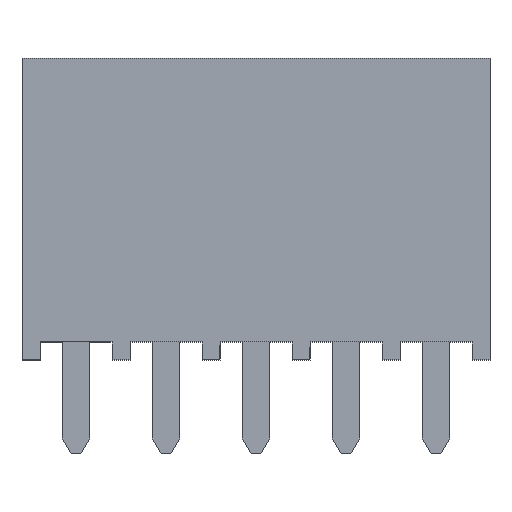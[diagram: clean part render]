
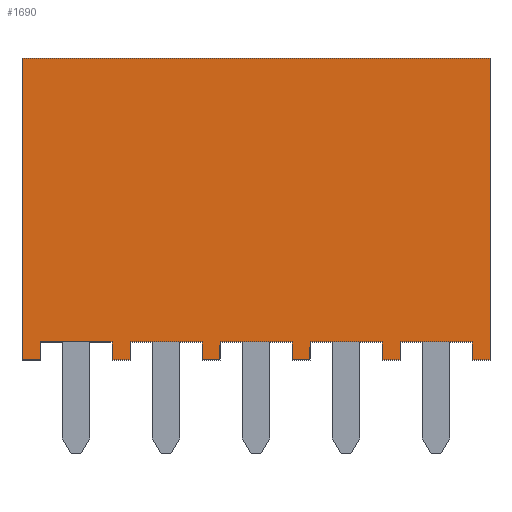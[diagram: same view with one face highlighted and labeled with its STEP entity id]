
A CAD part, top view. The second image highlights one B-rep face of the part: STEP entity #1690.
In plain terms, the highlighted planar face has unit normal (0, 0, 1).
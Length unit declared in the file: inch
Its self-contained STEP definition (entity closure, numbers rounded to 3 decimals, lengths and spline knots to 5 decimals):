
#259=ORIENTED_EDGE('',*,*,#625,.F.);
#260=ORIENTED_EDGE('',*,*,#626,.T.);
#261=ORIENTED_EDGE('',*,*,#627,.F.);
#262=ORIENTED_EDGE('',*,*,#628,.F.);
#263=ORIENTED_EDGE('',*,*,#629,.T.);
#264=ORIENTED_EDGE('',*,*,#630,.T.);
#265=ORIENTED_EDGE('',*,*,#631,.F.);
#266=ORIENTED_EDGE('',*,*,#632,.F.);
#267=ORIENTED_EDGE('',*,*,#633,.F.);
#268=ORIENTED_EDGE('',*,*,#634,.T.);
#269=ORIENTED_EDGE('',*,*,#635,.F.);
#270=ORIENTED_EDGE('',*,*,#636,.F.);
#271=ORIENTED_EDGE('',*,*,#637,.F.);
#272=ORIENTED_EDGE('',*,*,#638,.T.);
#273=ORIENTED_EDGE('',*,*,#639,.F.);
#274=ORIENTED_EDGE('',*,*,#640,.F.);
#275=ORIENTED_EDGE('',*,*,#641,.F.);
#276=ORIENTED_EDGE('',*,*,#642,.T.);
#277=ORIENTED_EDGE('',*,*,#643,.F.);
#278=ORIENTED_EDGE('',*,*,#644,.F.);
#279=ORIENTED_EDGE('',*,*,#645,.F.);
#280=ORIENTED_EDGE('',*,*,#646,.T.);
#281=ORIENTED_EDGE('',*,*,#647,.F.);
#282=ORIENTED_EDGE('',*,*,#648,.F.);
#625=EDGE_CURVE('',#825,#826,#1015,.T.);
#626=EDGE_CURVE('',#825,#827,#1016,.T.);
#627=EDGE_CURVE('',#828,#827,#1017,.T.);
#628=EDGE_CURVE('',#829,#828,#1018,.T.);
#629=EDGE_CURVE('',#829,#830,#1019,.T.);
#630=EDGE_CURVE('',#830,#831,#1020,.T.);
#631=EDGE_CURVE('',#832,#831,#1021,.T.);
#632=EDGE_CURVE('',#833,#832,#1022,.T.);
#633=EDGE_CURVE('',#834,#833,#1023,.T.);
#634=EDGE_CURVE('',#834,#835,#1024,.T.);
#635=EDGE_CURVE('',#836,#835,#1025,.T.);
#636=EDGE_CURVE('',#837,#836,#1026,.T.);
#637=EDGE_CURVE('',#838,#837,#1027,.T.);
#638=EDGE_CURVE('',#838,#839,#1028,.T.);
#639=EDGE_CURVE('',#840,#839,#1029,.T.);
#640=EDGE_CURVE('',#841,#840,#1030,.T.);
#641=EDGE_CURVE('',#842,#841,#1031,.T.);
#642=EDGE_CURVE('',#842,#843,#1032,.T.);
#643=EDGE_CURVE('',#844,#843,#1033,.T.);
#644=EDGE_CURVE('',#845,#844,#1034,.T.);
#645=EDGE_CURVE('',#846,#845,#1035,.T.);
#646=EDGE_CURVE('',#846,#847,#1036,.T.);
#647=EDGE_CURVE('',#848,#847,#1037,.T.);
#648=EDGE_CURVE('',#826,#848,#1038,.T.);
#825=VERTEX_POINT('',#2528);
#826=VERTEX_POINT('',#2529);
#827=VERTEX_POINT('',#2531);
#828=VERTEX_POINT('',#2533);
#829=VERTEX_POINT('',#2535);
#830=VERTEX_POINT('',#2537);
#831=VERTEX_POINT('',#2539);
#832=VERTEX_POINT('',#2541);
#833=VERTEX_POINT('',#2543);
#834=VERTEX_POINT('',#2545);
#835=VERTEX_POINT('',#2547);
#836=VERTEX_POINT('',#2549);
#837=VERTEX_POINT('',#2551);
#838=VERTEX_POINT('',#2553);
#839=VERTEX_POINT('',#2555);
#840=VERTEX_POINT('',#2557);
#841=VERTEX_POINT('',#2559);
#842=VERTEX_POINT('',#2561);
#843=VERTEX_POINT('',#2563);
#844=VERTEX_POINT('',#2565);
#845=VERTEX_POINT('',#2567);
#846=VERTEX_POINT('',#2569);
#847=VERTEX_POINT('',#2571);
#848=VERTEX_POINT('',#2573);
#1015=LINE('',#2527,#1249);
#1016=LINE('',#2530,#1250);
#1017=LINE('',#2532,#1251);
#1018=LINE('',#2534,#1252);
#1019=LINE('',#2536,#1253);
#1020=LINE('',#2538,#1254);
#1021=LINE('',#2540,#1255);
#1022=LINE('',#2542,#1256);
#1023=LINE('',#2544,#1257);
#1024=LINE('',#2546,#1258);
#1025=LINE('',#2548,#1259);
#1026=LINE('',#2550,#1260);
#1027=LINE('',#2552,#1261);
#1028=LINE('',#2554,#1262);
#1029=LINE('',#2556,#1263);
#1030=LINE('',#2558,#1264);
#1031=LINE('',#2560,#1265);
#1032=LINE('',#2562,#1266);
#1033=LINE('',#2564,#1267);
#1034=LINE('',#2566,#1268);
#1035=LINE('',#2568,#1269);
#1036=LINE('',#2570,#1270);
#1037=LINE('',#2572,#1271);
#1038=LINE('',#2574,#1272);
#1249=VECTOR('',#2066,39.37008);
#1250=VECTOR('',#2067,39.37008);
#1251=VECTOR('',#2068,39.37008);
#1252=VECTOR('',#2069,39.37008);
#1253=VECTOR('',#2070,39.37008);
#1254=VECTOR('',#2071,39.37008);
#1255=VECTOR('',#2072,39.37008);
#1256=VECTOR('',#2073,39.37008);
#1257=VECTOR('',#2074,39.37008);
#1258=VECTOR('',#2075,39.37008);
#1259=VECTOR('',#2076,39.37008);
#1260=VECTOR('',#2077,39.37008);
#1261=VECTOR('',#2078,39.37008);
#1262=VECTOR('',#2079,39.37008);
#1263=VECTOR('',#2080,39.37008);
#1264=VECTOR('',#2081,39.37008);
#1265=VECTOR('',#2082,39.37008);
#1266=VECTOR('',#2083,39.37008);
#1267=VECTOR('',#2084,39.37008);
#1268=VECTOR('',#2085,39.37008);
#1269=VECTOR('',#2086,39.37008);
#1270=VECTOR('',#2087,39.37008);
#1271=VECTOR('',#2088,39.37008);
#1272=VECTOR('',#2089,39.37008);
#1404=EDGE_LOOP('',(#259,#260,#261,#262,#263,#264,#265,#266,#267,#268,#269,
#270,#271,#272,#273,#274,#275,#276,#277,#278,#279,#280,#281,#282));
#1506=FACE_BOUND('',#1404,.T.);
#1603=PLANE('',#1804);
#1690=ADVANCED_FACE('',(#1506),#1603,.F.);
#1804=AXIS2_PLACEMENT_3D('',#2526,#2064,#2065);
#2064=DIRECTION('',(0.,0.,-1.));
#2065=DIRECTION('',(-1.,0.,0.));
#2066=DIRECTION('',(0.,1.,0.));
#2067=DIRECTION('',(1.,0.,0.));
#2068=DIRECTION('',(0.,-1.,0.));
#2069=DIRECTION('',(1.,0.,0.));
#2070=DIRECTION('',(0.,-1.,0.));
#2071=DIRECTION('',(1.,0.,0.));
#2072=DIRECTION('',(0.,-1.,0.));
#2073=DIRECTION('',(-1.,0.,0.));
#2074=DIRECTION('',(0.,1.,0.));
#2075=DIRECTION('',(1.,0.,0.));
#2076=DIRECTION('',(0.,-1.,0.));
#2077=DIRECTION('',(-1.,0.,0.));
#2078=DIRECTION('',(0.,1.,0.));
#2079=DIRECTION('',(1.,0.,0.));
#2080=DIRECTION('',(0.,-1.,0.));
#2081=DIRECTION('',(-1.,0.,0.));
#2082=DIRECTION('',(0.,1.,0.));
#2083=DIRECTION('',(1.,0.,0.));
#2084=DIRECTION('',(0.,-1.,0.));
#2085=DIRECTION('',(-1.,0.,0.));
#2086=DIRECTION('',(0.,1.,0.));
#2087=DIRECTION('',(1.,0.,0.));
#2088=DIRECTION('',(0.,-1.,0.));
#2089=DIRECTION('',(-1.,0.,0.));
#2526=CARTESIAN_POINT('',(-0.26,0.335,0.0475));
#2527=CARTESIAN_POINT('',(0.24,0.335,0.0475));
#2528=CARTESIAN_POINT('',(0.24,0.,0.0475));
#2529=CARTESIAN_POINT('',(0.24,0.02,0.0475));
#2530=CARTESIAN_POINT('',(-0.26,0.,0.0475));
#2531=CARTESIAN_POINT('',(0.26,0.,0.0475));
#2532=CARTESIAN_POINT('',(0.26,0.335,0.0475));
#2533=CARTESIAN_POINT('',(0.26,0.335,0.0475));
#2534=CARTESIAN_POINT('',(-0.26,0.335,0.0475));
#2535=CARTESIAN_POINT('',(-0.26,0.335,0.0475));
#2536=CARTESIAN_POINT('',(-0.26,0.335,0.0475));
#2537=CARTESIAN_POINT('',(-0.26,0.,0.0475));
#2538=CARTESIAN_POINT('',(-0.26,0.,0.0475));
#2539=CARTESIAN_POINT('',(-0.24,0.,0.0475));
#2540=CARTESIAN_POINT('',(-0.24,0.335,0.0475));
#2541=CARTESIAN_POINT('',(-0.24,0.02,0.0475));
#2542=CARTESIAN_POINT('',(-0.26,0.02,0.0475));
#2543=CARTESIAN_POINT('',(-0.16,0.02,0.0475));
#2544=CARTESIAN_POINT('',(-0.16,0.335,0.0475));
#2545=CARTESIAN_POINT('',(-0.16,0.,0.0475));
#2546=CARTESIAN_POINT('',(-0.26,0.,0.0475));
#2547=CARTESIAN_POINT('',(-0.14,0.,0.0475));
#2548=CARTESIAN_POINT('',(-0.14,0.335,0.0475));
#2549=CARTESIAN_POINT('',(-0.14,0.02,0.0475));
#2550=CARTESIAN_POINT('',(-0.26,0.02,0.0475));
#2551=CARTESIAN_POINT('',(-0.06,0.02,0.0475));
#2552=CARTESIAN_POINT('',(-0.06,0.335,0.0475));
#2553=CARTESIAN_POINT('',(-0.06,0.,0.0475));
#2554=CARTESIAN_POINT('',(-0.26,0.,0.0475));
#2555=CARTESIAN_POINT('',(-0.04,0.,0.0475));
#2556=CARTESIAN_POINT('',(-0.04,0.335,0.0475));
#2557=CARTESIAN_POINT('',(-0.04,0.02,0.0475));
#2558=CARTESIAN_POINT('',(-0.26,0.02,0.0475));
#2559=CARTESIAN_POINT('',(0.04,0.02,0.0475));
#2560=CARTESIAN_POINT('',(0.04,0.335,0.0475));
#2561=CARTESIAN_POINT('',(0.04,0.,0.0475));
#2562=CARTESIAN_POINT('',(-0.26,0.,0.0475));
#2563=CARTESIAN_POINT('',(0.06,0.,0.0475));
#2564=CARTESIAN_POINT('',(0.06,0.335,0.0475));
#2565=CARTESIAN_POINT('',(0.06,0.02,0.0475));
#2566=CARTESIAN_POINT('',(-0.26,0.02,0.0475));
#2567=CARTESIAN_POINT('',(0.14,0.02,0.0475));
#2568=CARTESIAN_POINT('',(0.14,0.335,0.0475));
#2569=CARTESIAN_POINT('',(0.14,0.,0.0475));
#2570=CARTESIAN_POINT('',(-0.26,0.,0.0475));
#2571=CARTESIAN_POINT('',(0.16,0.,0.0475));
#2572=CARTESIAN_POINT('',(0.16,0.335,0.0475));
#2573=CARTESIAN_POINT('',(0.16,0.02,0.0475));
#2574=CARTESIAN_POINT('',(-0.26,0.02,0.0475));
